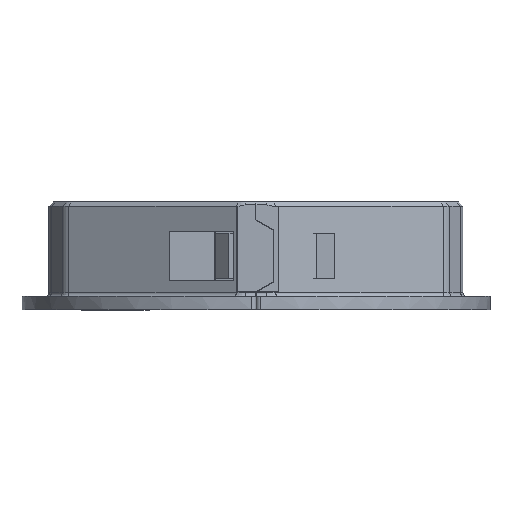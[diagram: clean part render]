
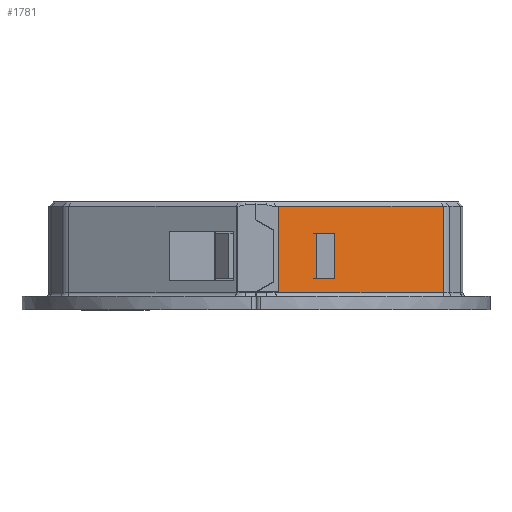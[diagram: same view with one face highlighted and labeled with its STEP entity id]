
A CAD part, front view. The second image highlights one B-rep face of the part: STEP entity #1781.
In plain terms, the highlighted planar face has unit normal (0.5, -0.866, 0).
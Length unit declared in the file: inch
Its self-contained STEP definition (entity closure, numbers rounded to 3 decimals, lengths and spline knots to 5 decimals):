
#184 = LINE ( 'NONE', #10111, #22419 ) ;
#388 = EDGE_CURVE ( 'NONE', #8648, #5747, #6693, .T. ) ;
#569 = ORIENTED_EDGE ( 'NONE', *, *, #25034, .T. ) ;
#1254 = CARTESIAN_POINT ( 'NONE',  ( 0.26309, -0.8937, 0.09843 ) ) ;
#1340 = EDGE_CURVE ( 'NONE', #10193, #1414, #23004, .T. ) ;
#1414 = VERTEX_POINT ( 'NONE', #8926 ) ;
#1775 = LINE ( 'NONE', #3875, #13208 ) ;
#1781 = ADVANCED_FACE ( 'NONE', ( #25087, #25472 ), #15643, .T. ) ;
#2042 = EDGE_CURVE ( 'NONE', #6164, #2930, #23831, .T. ) ;
#2268 = CARTESIAN_POINT ( 'NONE',  ( 0.26309, -0.8937, -0.09843 ) ) ;
#2410 = DIRECTION ( 'NONE',  ( 0., 0., 1. ) ) ;
#2930 = VERTEX_POINT ( 'NONE', #2268 ) ;
#3569 = CARTESIAN_POINT ( 'NONE',  ( 0.34492, -0.84646, 0.09843 ) ) ;
#3796 = EDGE_CURVE ( 'NONE', #5747, #6164, #26051, .T. ) ;
#3875 = CARTESIAN_POINT ( 'NONE',  ( 0.26309, -0.8937, -0.09843 ) ) ;
#3911 = VECTOR ( 'NONE', #19706, 39.37008 ) ;
#4164 = EDGE_CURVE ( 'NONE', #2930, #8648, #1775, .T. ) ;
#4542 = EDGE_LOOP ( 'NONE', ( #11567, #25826, #23822, #21837 ) ) ;
#5208 = ORIENTED_EDGE ( 'NONE', *, *, #23333, .T. ) ;
#5229 = VECTOR ( 'NONE', #14939, 39.37008 ) ;
#5684 = DIRECTION ( 'NONE',  ( 0.866, 0.5, 0. ) ) ;
#5747 = VERTEX_POINT ( 'NONE', #3569 ) ;
#5850 = VECTOR ( 'NONE', #2410, 39.37008 ) ;
#6073 = VERTEX_POINT ( 'NONE', #12156 ) ;
#6128 = ORIENTED_EDGE ( 'NONE', *, *, #22088, .T. ) ;
#6164 = VERTEX_POINT ( 'NONE', #22769 ) ;
#6693 = LINE ( 'NONE', #22763, #5229 ) ;
#7354 = EDGE_LOOP ( 'NONE', ( #20997, #5208, #569, #6128, #8866, #9849 ) ) ;
#7380 = VERTEX_POINT ( 'NONE', #16086 ) ;
#8097 = AXIS2_PLACEMENT_3D ( 'NONE', #11661, #25718, #5684 ) ;
#8143 = CARTESIAN_POINT ( 'NONE',  ( 0.34492, -0.84646, 0.09843 ) ) ;
#8648 = VERTEX_POINT ( 'NONE', #1254 ) ;
#8866 = ORIENTED_EDGE ( 'NONE', *, *, #13749, .T. ) ;
#8913 = CARTESIAN_POINT ( 'NONE',  ( 0.90551, -0.5228, -0.15748 ) ) ;
#8926 = CARTESIAN_POINT ( 'NONE',  ( 0.81905, -0.57272, 0.21654 ) ) ;
#9849 = ORIENTED_EDGE ( 'NONE', *, *, #15748, .T. ) ;
#10111 = CARTESIAN_POINT ( 'NONE',  ( 0.09843, -0.98877, 0. ) ) ;
#10193 = VERTEX_POINT ( 'NONE', #19916 ) ;
#10351 = VERTEX_POINT ( 'NONE', #21894 ) ;
#11567 = ORIENTED_EDGE ( 'NONE', *, *, #4164, .T. ) ;
#11607 = CARTESIAN_POINT ( 'NONE',  ( 0.09843, -0.98877, -0.15748 ) ) ;
#11661 = CARTESIAN_POINT ( 'NONE',  ( 0.90551, -0.5228, 0. ) ) ;
#11872 = DIRECTION ( 'NONE',  ( 0.866, 0.5, 0. ) ) ;
#12156 = CARTESIAN_POINT ( 'NONE',  ( 0.08646, -0.99568, -0.15748 ) ) ;
#13208 = VECTOR ( 'NONE', #22058, 39.37008 ) ;
#13231 = DIRECTION ( 'NONE',  ( -0.866, -0.5, 0. ) ) ;
#13749 = EDGE_CURVE ( 'NONE', #10351, #7380, #25931, .T. ) ;
#13806 = CARTESIAN_POINT ( 'NONE',  ( 0.08646, -0.99568, 0. ) ) ;
#14364 = VERTEX_POINT ( 'NONE', #11607 ) ;
#14939 = DIRECTION ( 'NONE',  ( 0.866, 0.5, 0. ) ) ;
#15643 = PLANE ( 'NONE',  #8097 ) ;
#15748 = EDGE_CURVE ( 'NONE', #7380, #1414, #22950, .T. ) ;
#15981 = CARTESIAN_POINT ( 'NONE',  ( 0.90551, -0.5228, -0.16142 ) ) ;
#16086 = CARTESIAN_POINT ( 'NONE',  ( 0.81905, -0.57272, -0.16142 ) ) ;
#16333 = LINE ( 'NONE', #13806, #17812 ) ;
#17002 = VECTOR ( 'NONE', #13231, 39.37008 ) ;
#17167 = DIRECTION ( 'NONE',  ( 0.866, 0.5, 0. ) ) ;
#17812 = VECTOR ( 'NONE', #22056, 39.37008 ) ;
#18335 = CARTESIAN_POINT ( 'NONE',  ( 0.81905, -0.57272, 0. ) ) ;
#18881 = VECTOR ( 'NONE', #25109, 39.37008 ) ;
#19017 = LINE ( 'NONE', #8913, #18881 ) ;
#19488 = CARTESIAN_POINT ( 'NONE',  ( 0.90551, -0.5228, -0.09843 ) ) ;
#19706 = DIRECTION ( 'NONE',  ( 0., 0., -1. ) ) ;
#19916 = CARTESIAN_POINT ( 'NONE',  ( 0.09843, -0.98877, 0.21654 ) ) ;
#20887 = CARTESIAN_POINT ( 'NONE',  ( 0.09843, -0.98877, 0.21654 ) ) ;
#20997 = ORIENTED_EDGE ( 'NONE', *, *, #1340, .F. ) ;
#21568 = VECTOR ( 'NONE', #11872, 39.37008 ) ;
#21837 = ORIENTED_EDGE ( 'NONE', *, *, #2042, .T. ) ;
#21894 = CARTESIAN_POINT ( 'NONE',  ( 0.08646, -0.99568, -0.16142 ) ) ;
#22056 = DIRECTION ( 'NONE',  ( 0., 0., -1. ) ) ;
#22058 = DIRECTION ( 'NONE',  ( 0., 0., 1. ) ) ;
#22066 = DIRECTION ( 'NONE',  ( 0., 0., -1. ) ) ;
#22088 = EDGE_CURVE ( 'NONE', #6073, #10351, #16333, .T. ) ;
#22419 = VECTOR ( 'NONE', #22066, 39.37008 ) ;
#22763 = CARTESIAN_POINT ( 'NONE',  ( 0.90551, -0.5228, 0.09843 ) ) ;
#22769 = CARTESIAN_POINT ( 'NONE',  ( 0.34492, -0.84646, -0.09843 ) ) ;
#22950 = LINE ( 'NONE', #18335, #5850 ) ;
#23004 = LINE ( 'NONE', #20887, #24182 ) ;
#23333 = EDGE_CURVE ( 'NONE', #10193, #14364, #184, .T. ) ;
#23822 = ORIENTED_EDGE ( 'NONE', *, *, #3796, .T. ) ;
#23831 = LINE ( 'NONE', #19488, #17002 ) ;
#24182 = VECTOR ( 'NONE', #17167, 39.37008 ) ;
#25034 = EDGE_CURVE ( 'NONE', #14364, #6073, #19017, .T. ) ;
#25087 = FACE_BOUND ( 'NONE', #4542, .T. ) ;
#25109 = DIRECTION ( 'NONE',  ( -0.866, -0.5, 0. ) ) ;
#25472 = FACE_OUTER_BOUND ( 'NONE', #7354, .T. ) ;
#25718 = DIRECTION ( 'NONE',  ( 0.5, -0.866, 0. ) ) ;
#25826 = ORIENTED_EDGE ( 'NONE', *, *, #388, .T. ) ;
#25931 = LINE ( 'NONE', #15981, #21568 ) ;
#26051 = LINE ( 'NONE', #8143, #3911 ) ;
